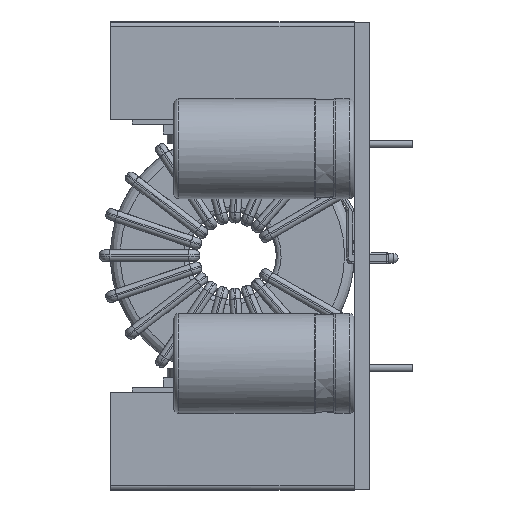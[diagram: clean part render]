
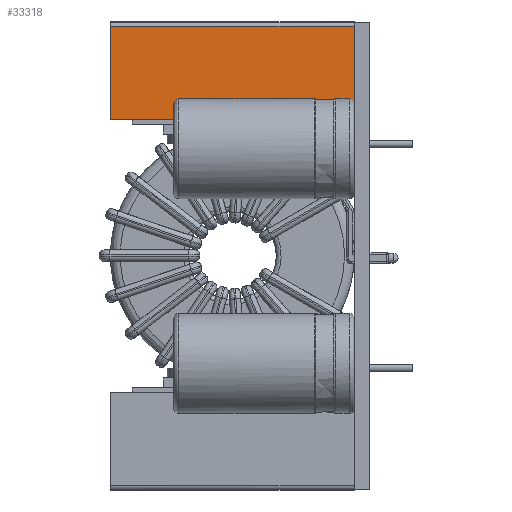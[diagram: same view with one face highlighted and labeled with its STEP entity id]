
A CAD part, left-side view. The second image highlights one B-rep face of the part: STEP entity #33318.
In plain terms, the highlighted free-form (B-spline) face has degree [1, 1] with [2, 2] control points.
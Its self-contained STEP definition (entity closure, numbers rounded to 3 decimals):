
#32623 = VERTEX_POINT('',#32624);
#32624 = CARTESIAN_POINT('',(-27.511,1.956,
    28.783));
#32638 = VERTEX_POINT('',#32639);
#32639 = CARTESIAN_POINT('',(-27.511,32.524,
    28.783));
#32645 = EDGE_CURVE('',#32623,#32638,#32646,.T.);
#32646 = B_SPLINE_CURVE_WITH_KNOTS('',1,(#32647,#32648),.UNSPECIFIED.,
  .F.,.F.,(2,2),(-25.,0.),.PIECEWISE_BEZIER_KNOTS.);
#32647 = CARTESIAN_POINT('',(-27.511,1.956,
    28.783));
#32648 = CARTESIAN_POINT('',(-27.511,32.524,
    28.783));
#33041 = EDGE_CURVE('',#33042,#32623,#33044,.T.);
#33042 = VERTEX_POINT('',#33043);
#33043 = CARTESIAN_POINT('',(-27.511,1.956,
    17.118));
#33044 = B_SPLINE_CURVE_WITH_KNOTS('',1,(#33045,#33046),.UNSPECIFIED.,
  .F.,.F.,(2,2),(0.,9.54),.PIECEWISE_BEZIER_KNOTS.);
#33045 = CARTESIAN_POINT('',(-27.511,1.956,
    17.118));
#33046 = CARTESIAN_POINT('',(-27.511,1.956,
    28.783));
#33263 = EDGE_CURVE('',#33042,#33264,#33266,.T.);
#33264 = VERTEX_POINT('',#33265);
#33265 = CARTESIAN_POINT('',(-27.511,32.524,
    17.118));
#33266 = B_SPLINE_CURVE_WITH_KNOTS('',1,(#33267,#33268),.UNSPECIFIED.,
  .F.,.F.,(2,2),(0.,25.),.PIECEWISE_BEZIER_KNOTS.);
#33267 = CARTESIAN_POINT('',(-27.511,1.956,
    17.118));
#33268 = CARTESIAN_POINT('',(-27.511,32.524,
    17.118));
#33318 = ADVANCED_FACE('',(#33319),#33329,.T.);
#33319 = FACE_BOUND('',#33320,.T.);
#33320 = EDGE_LOOP('',(#33321,#33322,#33327,#33328));
#33321 = ORIENTED_EDGE('',*,*,#32645,.T.);
#33322 = ORIENTED_EDGE('',*,*,#33323,.F.);
#33323 = EDGE_CURVE('',#33264,#32638,#33324,.T.);
#33324 = B_SPLINE_CURVE_WITH_KNOTS('',1,(#33325,#33326),.UNSPECIFIED.,
  .F.,.F.,(2,2),(0.,9.54),.PIECEWISE_BEZIER_KNOTS.);
#33325 = CARTESIAN_POINT('',(-27.511,32.524,
    17.118));
#33326 = CARTESIAN_POINT('',(-27.511,32.524,
    28.783));
#33327 = ORIENTED_EDGE('',*,*,#33263,.F.);
#33328 = ORIENTED_EDGE('',*,*,#33041,.T.);
#33329 = B_SPLINE_SURFACE_WITH_KNOTS('',1,1,(
    (#33330,#33331)
    ,(#33332,#33333
    )),.UNSPECIFIED.,.F.,.F.,.F.,(2,2),(2,2),(0.,9.54),(0.,25.
    ),.PIECEWISE_BEZIER_KNOTS.);
#33330 = CARTESIAN_POINT('',(-27.511,1.956,
    17.118));
#33331 = CARTESIAN_POINT('',(-27.511,32.524,
    17.118));
#33332 = CARTESIAN_POINT('',(-27.511,1.956,
    28.783));
#33333 = CARTESIAN_POINT('',(-27.511,32.524,
    28.783));
